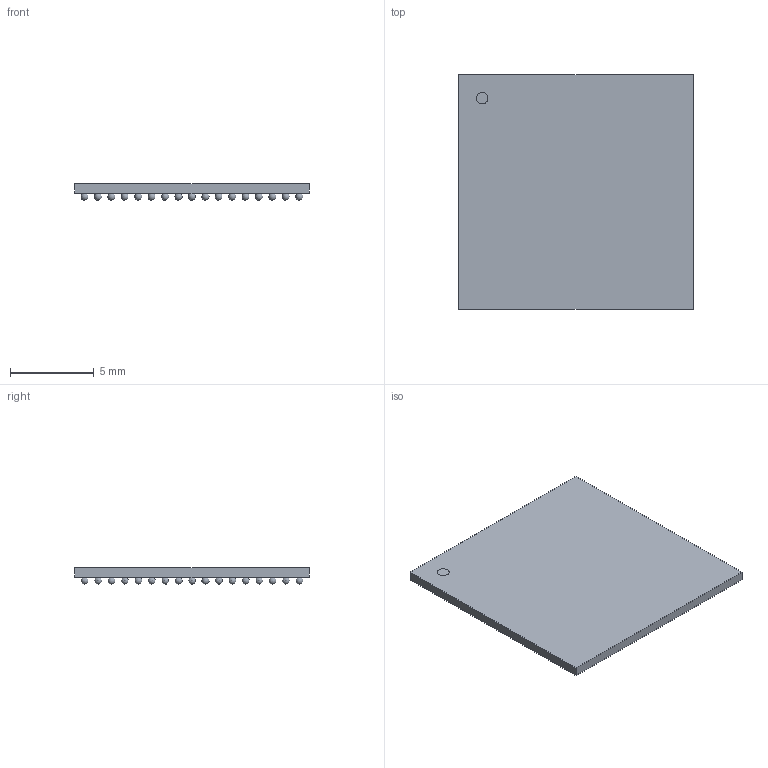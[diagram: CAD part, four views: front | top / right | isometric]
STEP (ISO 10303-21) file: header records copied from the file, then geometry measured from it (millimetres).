
FILE_DESCRIPTION(('STEP AP214'),'1');
FILE_NAME('VFBGA264_14X14_STM','2025-07-26T12:53:38',(''),(''),'','','');
FILE_SCHEMA(('AUTOMOTIVE_DESIGN'));
Length unit declared in the file: millimetre
Products named in the file (1): product
Bounding box: 14 x 14 x 0.99 mm (x, y, z)
Volume: 120.8 mm3; surface area: 578.5 mm2
Topology: 266 solids, 266 shells, 273 faces, 807 edges, 538 vertices
Faces by surface type: sphere 264, plane 8, cylinder 1
Full cylindrical faces by diameter (mm): 0.7 x1
Entity records: 2749 total; most frequent: DIRECTION 566, CARTESIAN_POINT 287, AXIS2_PLACEMENT_3D 277, STYLED_ITEM 273, ADVANCED_FACE 273, MANIFOLD_SOLID_BREP 266, CLOSED_SHELL 266, SPHERICAL_SURFACE 264
